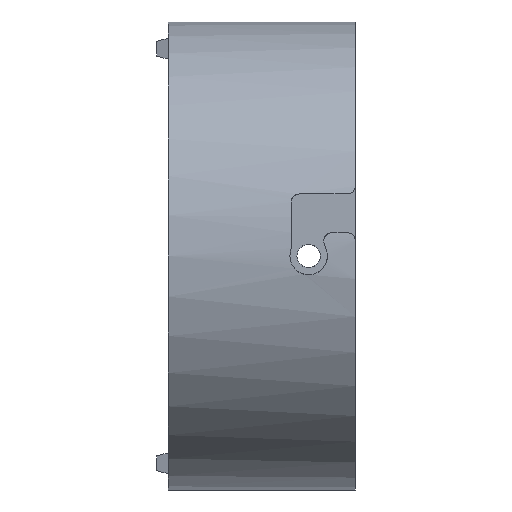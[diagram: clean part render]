
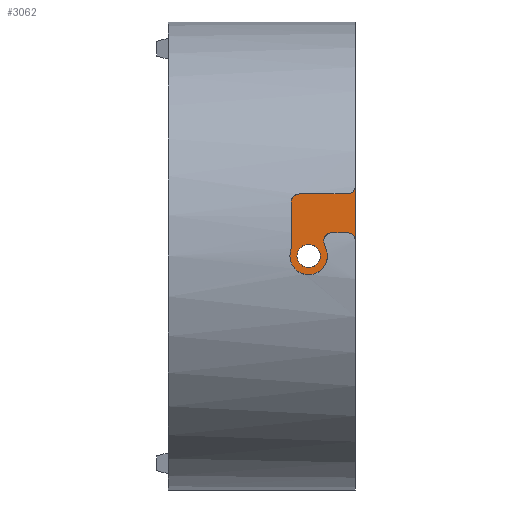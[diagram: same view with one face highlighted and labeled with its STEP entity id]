
A CAD part, left-side view. The second image highlights one B-rep face of the part: STEP entity #3062.
In plain terms, the highlighted planar face has unit normal (-1, 0, 0).
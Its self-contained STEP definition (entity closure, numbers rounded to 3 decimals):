
#71 = VERTEX_POINT ( 'NONE', #993 ) ;
#178 = CARTESIAN_POINT ( 'NONE',  ( -17.5, 6.2, 0.671 ) ) ;
#183 = DIRECTION ( 'NONE',  ( -1., 0., 0. ) ) ;
#195 = CARTESIAN_POINT ( 'NONE',  ( -17.5, 0., -2.343 ) ) ;
#201 = CIRCLE ( 'NONE', #1345, 0.7 ) ;
#242 = AXIS2_PLACEMENT_3D ( 'NONE', #1528, #1835, #2531 ) ;
#262 = EDGE_CURVE ( 'NONE', #71, #3219, #1334, .T. ) ;
#269 = ORIENTED_EDGE ( 'NONE', *, *, #1341, .T. ) ;
#273 = CARTESIAN_POINT ( 'NONE',  ( -17.5, 4., 1. ) ) ;
#329 = VERTEX_POINT ( 'NONE', #1134 ) ;
#338 = DIRECTION ( 'NONE',  ( 0., 0., 1. ) ) ;
#340 = EDGE_CURVE ( 'NONE', #2428, #329, #706, .T. ) ;
#423 = CARTESIAN_POINT ( 'NONE',  ( -17.5, 4.8, 5.3 ) ) ;
#437 = LINE ( 'NONE', #3244, #1941 ) ;
#485 = DIRECTION ( 'NONE',  ( 0., 0., 1. ) ) ;
#500 = CARTESIAN_POINT ( 'NONE',  ( -17.5, 4., 0. ) ) ;
#502 = ORIENTED_EDGE ( 'NONE', *, *, #1203, .T. ) ;
#510 = EDGE_LOOP ( 'NONE', ( #2986, #2149 ) ) ;
#669 = CARTESIAN_POINT ( 'NONE',  ( -17.5, 2.826, 2.463 ) ) ;
#679 = CIRCLE ( 'NONE', #1503, 0.7 ) ;
#706 = LINE ( 'NONE', #669, #987 ) ;
#709 = VERTEX_POINT ( 'NONE', #423 ) ;
#762 = EDGE_CURVE ( 'NONE', #1165, #864, #3191, .T. ) ;
#771 = ORIENTED_EDGE ( 'NONE', *, *, #1525, .T. ) ;
#846 = DIRECTION ( 'NONE',  ( -1., 0., 0. ) ) ;
#864 = VERTEX_POINT ( 'NONE', #1026 ) ;
#884 = AXIS2_PLACEMENT_3D ( 'NONE', #2341, #2871, #1052 ) ;
#889 = CARTESIAN_POINT ( 'NONE',  ( -17.5, 5.53, 0.467 ) ) ;
#922 = DIRECTION ( 'NONE',  ( 0., 0., -1. ) ) ;
#987 = VECTOR ( 'NONE', #922, 1000. ) ;
#993 = CARTESIAN_POINT ( 'NONE',  ( -17.5, 5.5, 4.6 ) ) ;
#1026 = CARTESIAN_POINT ( 'NONE',  ( -17.5, 0.7, 5.3 ) ) ;
#1052 = DIRECTION ( 'NONE',  ( 0., 0., 1. ) ) ;
#1058 = EDGE_CURVE ( 'NONE', #2139, #3029, #2732, .T. ) ;
#1090 = CARTESIAN_POINT ( 'NONE',  ( -17.5, 0., -2.343 ) ) ;
#1100 = EDGE_CURVE ( 'NONE', #864, #709, #437, .T. ) ;
#1134 = CARTESIAN_POINT ( 'NONE',  ( -17.5, 2.826, -2.343 ) ) ;
#1145 = PLANE ( 'NONE',  #2110 ) ;
#1165 = VERTEX_POINT ( 'NONE', #2830 ) ;
#1172 = DIRECTION ( 'NONE',  ( 1., 0., 0. ) ) ;
#1185 = DIRECTION ( 'NONE',  ( 0., -1., 0. ) ) ;
#1203 = EDGE_CURVE ( 'NONE', #709, #71, #201, .T. ) ;
#1327 = VERTEX_POINT ( 'NONE', #1090 ) ;
#1334 = LINE ( 'NONE', #3108, #3041 ) ;
#1341 = EDGE_CURVE ( 'NONE', #2679, #2428, #3200, .T. ) ;
#1345 = AXIS2_PLACEMENT_3D ( 'NONE', #2333, #3013, #2509 ) ;
#1356 = ORIENTED_EDGE ( 'NONE', *, *, #340, .T. ) ;
#1412 = CARTESIAN_POINT ( 'NONE',  ( -17.5, 4., -1. ) ) ;
#1451 = AXIS2_PLACEMENT_3D ( 'NONE', #500, #183, #2259 ) ;
#1464 = EDGE_CURVE ( 'NONE', #3219, #2679, #679, .T. ) ;
#1483 = CARTESIAN_POINT ( 'NONE',  ( -17.5, 0., 2. ) ) ;
#1503 = AXIS2_PLACEMENT_3D ( 'NONE', #178, #1172, #485 ) ;
#1525 = EDGE_CURVE ( 'NONE', #329, #1327, #2183, .T. ) ;
#1528 = CARTESIAN_POINT ( 'NONE',  ( -17.5, 0.7, 6. ) ) ;
#1596 = EDGE_CURVE ( 'NONE', #1327, #1165, #2753, .T. ) ;
#1781 = VECTOR ( 'NONE', #2564, 1000. ) ;
#1815 = CARTESIAN_POINT ( 'NONE',  ( -17.5, 5.5, 0.671 ) ) ;
#1817 = EDGE_CURVE ( 'NONE', #3029, #2139, #2117, .T. ) ;
#1835 = DIRECTION ( 'NONE',  ( 1., 0., 0. ) ) ;
#1913 = CARTESIAN_POINT ( 'NONE',  ( -17.5, 4., 0. ) ) ;
#1919 = CARTESIAN_POINT ( 'NONE',  ( -17.5, 4., 0. ) ) ;
#1941 = VECTOR ( 'NONE', #3195, 1000. ) ;
#2110 = AXIS2_PLACEMENT_3D ( 'NONE', #1919, #2916, #2190 ) ;
#2117 = CIRCLE ( 'NONE', #884, 1. ) ;
#2139 = VERTEX_POINT ( 'NONE', #273 ) ;
#2149 = ORIENTED_EDGE ( 'NONE', *, *, #1817, .F. ) ;
#2183 = LINE ( 'NONE', #195, #2273 ) ;
#2190 = DIRECTION ( 'NONE',  ( 0., 0., 1. ) ) ;
#2242 = CARTESIAN_POINT ( 'NONE',  ( -17.5, 2.826, -1.088 ) ) ;
#2259 = DIRECTION ( 'NONE',  ( 0., 0., 1. ) ) ;
#2273 = VECTOR ( 'NONE', #1185, 1000. ) ;
#2333 = CARTESIAN_POINT ( 'NONE',  ( -17.5, 4.8, 4.6 ) ) ;
#2341 = CARTESIAN_POINT ( 'NONE',  ( -17.5, 4., 0. ) ) ;
#2396 = EDGE_LOOP ( 'NONE', ( #269, #1356, #771, #3124, #2445, #2514, #502, #2947, #3010 ) ) ;
#2411 = FACE_BOUND ( 'NONE', #510, .T. ) ;
#2428 = VERTEX_POINT ( 'NONE', #2242 ) ;
#2445 = ORIENTED_EDGE ( 'NONE', *, *, #762, .T. ) ;
#2509 = DIRECTION ( 'NONE',  ( 0., 0., 1. ) ) ;
#2514 = ORIENTED_EDGE ( 'NONE', *, *, #1100, .T. ) ;
#2531 = DIRECTION ( 'NONE',  ( 0., 0., 1. ) ) ;
#2564 = DIRECTION ( 'NONE',  ( 0., 0., 1. ) ) ;
#2624 = AXIS2_PLACEMENT_3D ( 'NONE', #1913, #846, #338 ) ;
#2679 = VERTEX_POINT ( 'NONE', #889 ) ;
#2732 = CIRCLE ( 'NONE', #1451, 1. ) ;
#2753 = LINE ( 'NONE', #1483, #1781 ) ;
#2830 = CARTESIAN_POINT ( 'NONE',  ( -17.5, 0., 6. ) ) ;
#2871 = DIRECTION ( 'NONE',  ( -1., 0., 0. ) ) ;
#2901 = FACE_OUTER_BOUND ( 'NONE', #2396, .T. ) ;
#2916 = DIRECTION ( 'NONE',  ( -1., 0., 0. ) ) ;
#2947 = ORIENTED_EDGE ( 'NONE', *, *, #262, .T. ) ;
#2986 = ORIENTED_EDGE ( 'NONE', *, *, #1058, .F. ) ;
#3010 = ORIENTED_EDGE ( 'NONE', *, *, #1464, .T. ) ;
#3013 = DIRECTION ( 'NONE',  ( -1., 0., 0. ) ) ;
#3029 = VERTEX_POINT ( 'NONE', #1412 ) ;
#3041 = VECTOR ( 'NONE', #3122, 1000. ) ;
#3062 = ADVANCED_FACE ( 'NONE', ( #2901, #2411 ), #1145, .T. ) ;
#3108 = CARTESIAN_POINT ( 'NONE',  ( -17.5, 5.5, 5.3 ) ) ;
#3122 = DIRECTION ( 'NONE',  ( 0., 0., -1. ) ) ;
#3124 = ORIENTED_EDGE ( 'NONE', *, *, #1596, .T. ) ;
#3191 = CIRCLE ( 'NONE', #242, 0.7 ) ;
#3195 = DIRECTION ( 'NONE',  ( 0., 1., 0. ) ) ;
#3200 = CIRCLE ( 'NONE', #2624, 1.6 ) ;
#3219 = VERTEX_POINT ( 'NONE', #1815 ) ;
#3244 = CARTESIAN_POINT ( 'NONE',  ( -17.5, 5.5, 5.3 ) ) ;
